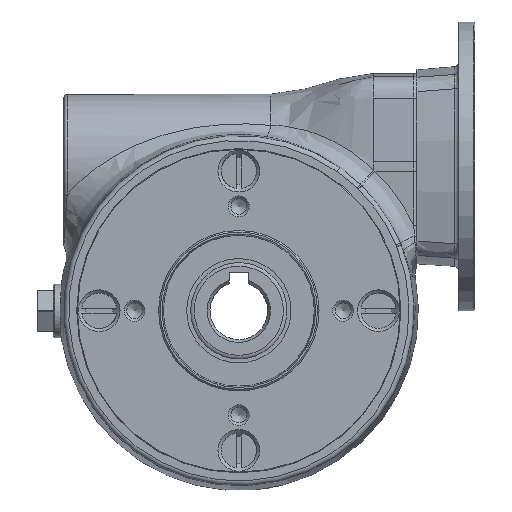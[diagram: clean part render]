
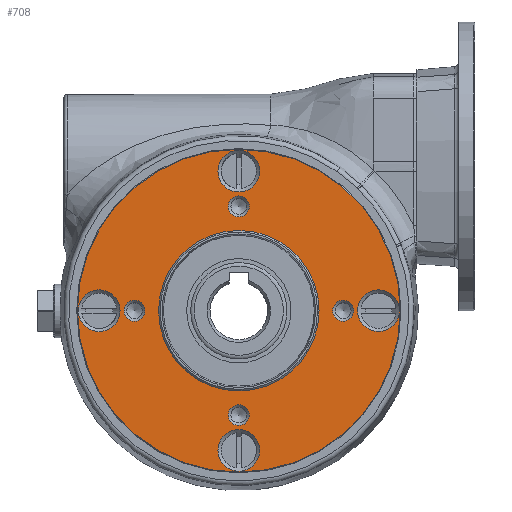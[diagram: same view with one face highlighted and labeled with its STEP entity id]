
A CAD part, top view. The second image highlights one B-rep face of the part: STEP entity #708.
In plain terms, the highlighted planar face has unit normal (0, 0, 1).
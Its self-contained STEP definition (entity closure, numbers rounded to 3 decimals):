
#708 = ADVANCED_FACE( '', ( #1685, #1686, #1687, #1688, #1689, #1690, #1691, #1692, #1693, #1694 ), #1695, .T. );
#1685 = FACE_OUTER_BOUND( '', #4888, .T. );
#1686 = FACE_BOUND( '', #4889, .T. );
#1687 = FACE_BOUND( '', #4890, .T. );
#1688 = FACE_BOUND( '', #4891, .T. );
#1689 = FACE_BOUND( '', #4892, .T. );
#1690 = FACE_BOUND( '', #4893, .T. );
#1691 = FACE_BOUND( '', #4894, .T. );
#1692 = FACE_BOUND( '', #4895, .T. );
#1693 = FACE_BOUND( '', #4896, .T. );
#1694 = FACE_BOUND( '', #4897, .T. );
#1695 = PLANE( '', #4898 );
#4888 = EDGE_LOOP( '', ( #9707 ) );
#4889 = EDGE_LOOP( '', ( #9708 ) );
#4890 = EDGE_LOOP( '', ( #9709 ) );
#4891 = EDGE_LOOP( '', ( #9710 ) );
#4892 = EDGE_LOOP( '', ( #9711 ) );
#4893 = EDGE_LOOP( '', ( #9712 ) );
#4894 = EDGE_LOOP( '', ( #9713 ) );
#4895 = EDGE_LOOP( '', ( #9714 ) );
#4896 = EDGE_LOOP( '', ( #9715 ) );
#4897 = EDGE_LOOP( '', ( #9716 ) );
#4898 = AXIS2_PLACEMENT_3D( '', #9717, #9718, #9719 );
#9707 = ORIENTED_EDGE( '', *, *, #11265, .T. );
#9708 = ORIENTED_EDGE( '', *, *, #11621, .T. );
#9709 = ORIENTED_EDGE( '', *, *, #11357, .T. );
#9710 = ORIENTED_EDGE( '', *, *, #11747, .T. );
#9711 = ORIENTED_EDGE( '', *, *, #11570, .T. );
#9712 = ORIENTED_EDGE( '', *, *, #11740, .T. );
#9713 = ORIENTED_EDGE( '', *, *, #11363, .T. );
#9714 = ORIENTED_EDGE( '', *, *, #11748, .T. );
#9715 = ORIENTED_EDGE( '', *, *, #11749, .T. );
#9716 = ORIENTED_EDGE( '', *, *, #11750, .F. );
#9717 = CARTESIAN_POINT( '', ( 0., 25., 35. ) );
#9718 = DIRECTION( '', ( 0., 0., 1. ) );
#9719 = DIRECTION( '', ( -1., 0., 0. ) );
#11265 = EDGE_CURVE( '', #12419, #12419, #12420, .T. );
#11357 = EDGE_CURVE( '', #12570, #12570, #12571, .F. );
#11363 = EDGE_CURVE( '', #12578, #12578, #12579, .F. );
#11570 = EDGE_CURVE( '', #12903, #12903, #12904, .F. );
#11621 = EDGE_CURVE( '', #12980, #12980, #12981, .F. );
#11740 = EDGE_CURVE( '', #13142, #13142, #13143, .F. );
#11747 = EDGE_CURVE( '', #13153, #13153, #13154, .F. );
#11748 = EDGE_CURVE( '', #13155, #13155, #13156, .F. );
#11749 = EDGE_CURVE( '', #13157, #13157, #13158, .F. );
#11750 = EDGE_CURVE( '', #13159, #13159, #13160, .T. );
#12419 = VERTEX_POINT( '', #14469 );
#12420 = CIRCLE( '', #14470, 50.3 );
#12570 = VERTEX_POINT( '', #14875 );
#12571 = CIRCLE( '', #14876, 6.5 );
#12578 = VERTEX_POINT( '', #14883 );
#12579 = CIRCLE( '', #14884, 3.259 );
#12903 = VERTEX_POINT( '', #15554 );
#12904 = CIRCLE( '', #15555, 6.5 );
#12980 = VERTEX_POINT( '', #15675 );
#12981 = CIRCLE( '', #15676, 6.5 );
#13142 = VERTEX_POINT( '', #16295 );
#13143 = CIRCLE( '', #16296, 3.259 );
#13153 = VERTEX_POINT( '', #16310 );
#13154 = CIRCLE( '', #16311, 6.5 );
#13155 = VERTEX_POINT( '', #16312 );
#13156 = CIRCLE( '', #16313, 3.259 );
#13157 = VERTEX_POINT( '', #16314 );
#13158 = CIRCLE( '', #16315, 3.259 );
#13159 = VERTEX_POINT( '', #16316 );
#13160 = CIRCLE( '', #16317, 25. );
#14469 = CARTESIAN_POINT( '', ( 0., 50.3, 35. ) );
#14470 = AXIS2_PLACEMENT_3D( '', #17901, #17902, #17903 );
#14875 = CARTESIAN_POINT( '', ( 43.5, 6.5, 35. ) );
#14876 = AXIS2_PLACEMENT_3D( '', #18012, #18013, #18014 );
#14883 = CARTESIAN_POINT( '', ( -32.5, 3.259, 35. ) );
#14884 = AXIS2_PLACEMENT_3D( '', #18021, #18022, #18023 );
#15554 = CARTESIAN_POINT( '', ( -43.5, 6.5, 35. ) );
#15555 = AXIS2_PLACEMENT_3D( '', #18281, #18282, #18283 );
#15675 = CARTESIAN_POINT( '', ( 0., 50., 35. ) );
#15676 = AXIS2_PLACEMENT_3D( '', #18353, #18354, #18355 );
#16295 = CARTESIAN_POINT( '', ( 0., -29.242, 35. ) );
#16296 = AXIS2_PLACEMENT_3D( '', #18460, #18461, #18462 );
#16310 = CARTESIAN_POINT( '', ( 0., -37., 35. ) );
#16311 = AXIS2_PLACEMENT_3D( '', #18470, #18471, #18472 );
#16312 = CARTESIAN_POINT( '', ( 0., 35.759, 35. ) );
#16313 = AXIS2_PLACEMENT_3D( '', #18473, #18474, #18475 );
#16314 = CARTESIAN_POINT( '', ( 32.5, 3.258, 35. ) );
#16315 = AXIS2_PLACEMENT_3D( '', #18476, #18477, #18478 );
#16316 = CARTESIAN_POINT( '', ( 0., 25., 35. ) );
#16317 = AXIS2_PLACEMENT_3D( '', #18479, #18480, #18481 );
#17901 = CARTESIAN_POINT( '', ( 0., 0., 35. ) );
#17902 = DIRECTION( '', ( 0., 0., 1. ) );
#17903 = DIRECTION( '', ( 0., 1., 0. ) );
#18012 = CARTESIAN_POINT( '', ( 43.5, 0., 35. ) );
#18013 = DIRECTION( '', ( 0., 0., 1. ) );
#18014 = DIRECTION( '', ( 0., 1., 0. ) );
#18021 = CARTESIAN_POINT( '', ( -32.5, 0., 35. ) );
#18022 = DIRECTION( '', ( 0., 0., 1. ) );
#18023 = DIRECTION( '', ( 0., 1., 0. ) );
#18281 = CARTESIAN_POINT( '', ( -43.5, 0., 35. ) );
#18282 = DIRECTION( '', ( 0., 0., 1. ) );
#18283 = DIRECTION( '', ( 0., 1., 0. ) );
#18353 = CARTESIAN_POINT( '', ( 0., 43.5, 35. ) );
#18354 = DIRECTION( '', ( 0., 0., 1. ) );
#18355 = DIRECTION( '', ( 0., 1., 0. ) );
#18460 = CARTESIAN_POINT( '', ( 0., -32.5, 35. ) );
#18461 = DIRECTION( '', ( 0., 0., 1. ) );
#18462 = DIRECTION( '', ( 0., 1., 0. ) );
#18470 = CARTESIAN_POINT( '', ( 0., -43.5, 35. ) );
#18471 = DIRECTION( '', ( 0., 0., 1. ) );
#18472 = DIRECTION( '', ( 0., 1., 0. ) );
#18473 = CARTESIAN_POINT( '', ( 0., 32.5, 35. ) );
#18474 = DIRECTION( '', ( 0., 0., 1. ) );
#18475 = DIRECTION( '', ( 0., 1., 0. ) );
#18476 = CARTESIAN_POINT( '', ( 32.5, 0., 35. ) );
#18477 = DIRECTION( '', ( 0., 0., 1. ) );
#18478 = DIRECTION( '', ( 0., 1., 0. ) );
#18479 = CARTESIAN_POINT( '', ( 0., 0., 35. ) );
#18480 = DIRECTION( '', ( 0., 0., 1. ) );
#18481 = DIRECTION( '', ( 0., 1., 0. ) );
